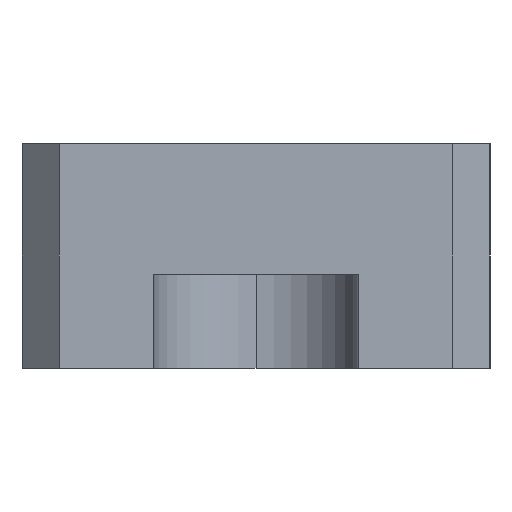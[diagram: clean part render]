
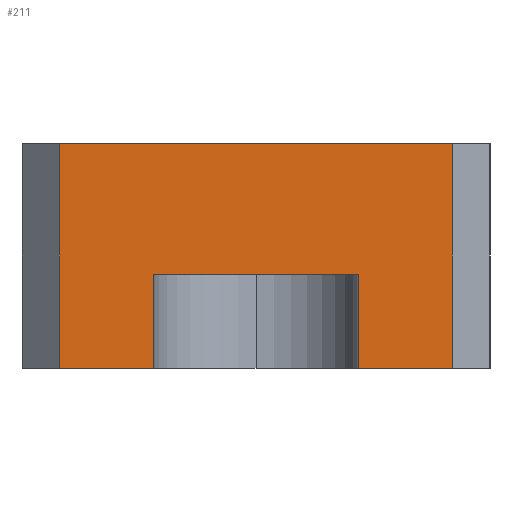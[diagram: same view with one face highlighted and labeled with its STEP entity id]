
A CAD part, left-side view. The second image highlights one B-rep face of the part: STEP entity #211.
In plain terms, the highlighted planar face has unit normal (-1, 0, 0).
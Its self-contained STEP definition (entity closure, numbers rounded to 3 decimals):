
#11 = CARTESIAN_POINT ( 'NONE',  ( -48., -10.5, 0. ) ) ;
#26 = ORIENTED_EDGE ( 'NONE', *, *, #346, .F. ) ;
#31 = VECTOR ( 'NONE', #696, 1000. ) ;
#38 = CARTESIAN_POINT ( 'NONE',  ( -48., -5.5, 12. ) ) ;
#45 = VECTOR ( 'NONE', #51, 1000. ) ;
#46 = CARTESIAN_POINT ( 'NONE',  ( -48., 5.5, 5. ) ) ;
#51 = DIRECTION ( 'NONE',  ( 0., 0., -1. ) ) ;
#52 = EDGE_LOOP ( 'NONE', ( #464, #454, #26, #495, #446, #97, #617, #697 ) ) ;
#56 = DIRECTION ( 'NONE',  ( 0., 0., -1. ) ) ;
#59 = VERTEX_POINT ( 'NONE', #161 ) ;
#84 = LINE ( 'NONE', #415, #623 ) ;
#94 = EDGE_CURVE ( 'NONE', #194, #129, #589, .T. ) ;
#97 = ORIENTED_EDGE ( 'NONE', *, *, #94, .T. ) ;
#99 = DIRECTION ( 'NONE',  ( 0., -1., 0. ) ) ;
#101 = DIRECTION ( 'NONE',  ( 0., 1., 0. ) ) ;
#102 = EDGE_CURVE ( 'NONE', #646, #59, #703, .T. ) ;
#107 = LINE ( 'NONE', #442, #500 ) ;
#112 = EDGE_CURVE ( 'NONE', #152, #646, #539, .T. ) ;
#129 = VERTEX_POINT ( 'NONE', #268 ) ;
#152 = VERTEX_POINT ( 'NONE', #46 ) ;
#158 = VECTOR ( 'NONE', #99, 1000. ) ;
#161 = CARTESIAN_POINT ( 'NONE',  ( -48., -5.5, 0. ) ) ;
#187 = DIRECTION ( 'NONE',  ( 0., 1., 0. ) ) ;
#194 = VERTEX_POINT ( 'NONE', #451 ) ;
#206 = CARTESIAN_POINT ( 'NONE',  ( -48., -10.5, 5. ) ) ;
#211 = ADVANCED_FACE ( 'NONE', ( #398 ), #602, .T. ) ;
#228 = CARTESIAN_POINT ( 'NONE',  ( -48., -5.5, 5. ) ) ;
#232 = CARTESIAN_POINT ( 'NONE',  ( -48., -10.5, 12. ) ) ;
#246 = VERTEX_POINT ( 'NONE', #493 ) ;
#268 = CARTESIAN_POINT ( 'NONE',  ( -48., 10.5, 0. ) ) ;
#269 = VERTEX_POINT ( 'NONE', #11 ) ;
#283 = VECTOR ( 'NONE', #652, 1000. ) ;
#306 = LINE ( 'NONE', #344, #413 ) ;
#323 = LINE ( 'NONE', #537, #45 ) ;
#344 = CARTESIAN_POINT ( 'NONE',  ( -48., -10.5, 0. ) ) ;
#345 = EDGE_CURVE ( 'NONE', #512, #269, #84, .T. ) ;
#346 = EDGE_CURVE ( 'NONE', #269, #59, #306, .T. ) ;
#356 = DIRECTION ( 'NONE',  ( 0., 0., -1. ) ) ;
#368 = CARTESIAN_POINT ( 'NONE',  ( -48., 10.5, 12. ) ) ;
#372 = EDGE_CURVE ( 'NONE', #246, #129, #406, .T. ) ;
#398 = FACE_OUTER_BOUND ( 'NONE', #52, .T. ) ;
#406 = LINE ( 'NONE', #506, #684 ) ;
#413 = VECTOR ( 'NONE', #470, 1000. ) ;
#415 = CARTESIAN_POINT ( 'NONE',  ( -48., -10.5, 12. ) ) ;
#436 = CARTESIAN_POINT ( 'NONE',  ( -48., -10.5, 12. ) ) ;
#442 = CARTESIAN_POINT ( 'NONE',  ( -48., -10.5, 12. ) ) ;
#446 = ORIENTED_EDGE ( 'NONE', *, *, #540, .T. ) ;
#451 = CARTESIAN_POINT ( 'NONE',  ( -48., 10.5, 12. ) ) ;
#454 = ORIENTED_EDGE ( 'NONE', *, *, #102, .T. ) ;
#464 = ORIENTED_EDGE ( 'NONE', *, *, #112, .T. ) ;
#470 = DIRECTION ( 'NONE',  ( 0., 1., 0. ) ) ;
#493 = CARTESIAN_POINT ( 'NONE',  ( -48., 5.5, 0. ) ) ;
#495 = ORIENTED_EDGE ( 'NONE', *, *, #345, .F. ) ;
#500 = VECTOR ( 'NONE', #101, 1000. ) ;
#504 = DIRECTION ( 'NONE',  ( -1., 0., 0. ) ) ;
#506 = CARTESIAN_POINT ( 'NONE',  ( -48., -10.5, 0. ) ) ;
#512 = VERTEX_POINT ( 'NONE', #436 ) ;
#537 = CARTESIAN_POINT ( 'NONE',  ( -48., 5.5, 12. ) ) ;
#539 = LINE ( 'NONE', #206, #158 ) ;
#540 = EDGE_CURVE ( 'NONE', #512, #194, #107, .T. ) ;
#548 = EDGE_CURVE ( 'NONE', #152, #246, #323, .T. ) ;
#589 = LINE ( 'NONE', #368, #283 ) ;
#602 = PLANE ( 'NONE',  #635 ) ;
#617 = ORIENTED_EDGE ( 'NONE', *, *, #372, .F. ) ;
#623 = VECTOR ( 'NONE', #356, 1000. ) ;
#635 = AXIS2_PLACEMENT_3D ( 'NONE', #232, #504, #56 ) ;
#646 = VERTEX_POINT ( 'NONE', #228 ) ;
#652 = DIRECTION ( 'NONE',  ( 0., 0., -1. ) ) ;
#684 = VECTOR ( 'NONE', #187, 1000. ) ;
#696 = DIRECTION ( 'NONE',  ( 0., 0., -1. ) ) ;
#697 = ORIENTED_EDGE ( 'NONE', *, *, #548, .F. ) ;
#703 = LINE ( 'NONE', #38, #31 ) ;
